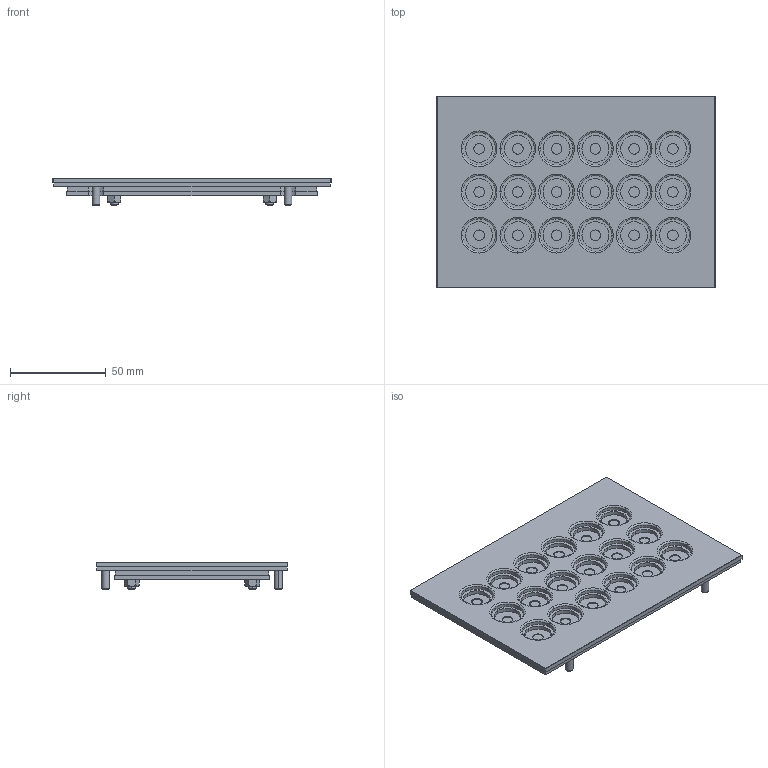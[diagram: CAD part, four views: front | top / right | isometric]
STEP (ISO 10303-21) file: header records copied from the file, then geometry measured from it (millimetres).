
FILE_DESCRIPTION (( 'STEP AP203' ), '1' );
FILE_NAME ('593001.step', '2022-03-30T19:27:35', ( '' ), ( '' ), 'SwSTEP 2.0', 'SolidWorks 2021', '' );
FILE_SCHEMA (( 'CONFIG_CONTROL_DESIGN' ));
Length unit declared in the file: inch
Products named in the file (1): 593001
Bounding box: 145 x 100 x 14.5 mm (x, y, z)
Volume: 88162.4 mm3; surface area: 41425 mm2
Topology: 1 solids, 5 shells, 510 faces, 1162 edges, 749 vertices
Faces by surface type: cylinder 203, plane 181, torus 72, cone 46, bspline 8
Entity records: 15254 total; most frequent: CARTESIAN_POINT 3134, DIRECTION 2801, ORIENTED_EDGE 2324, AXIS2_PLACEMENT_3D 1184, EDGE_CURVE 1162, VERTEX_POINT 749, CIRCLE 681, EDGE_LOOP 605
